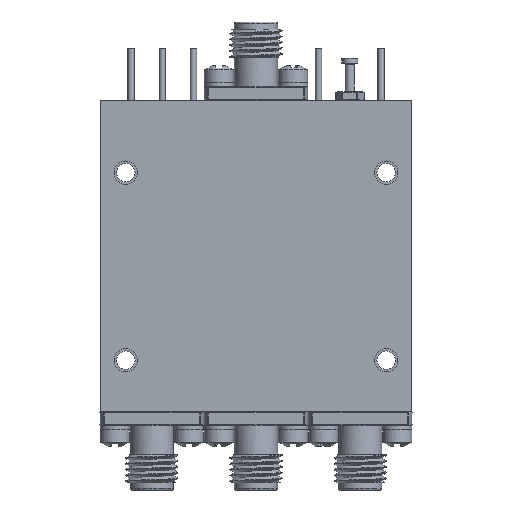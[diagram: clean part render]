
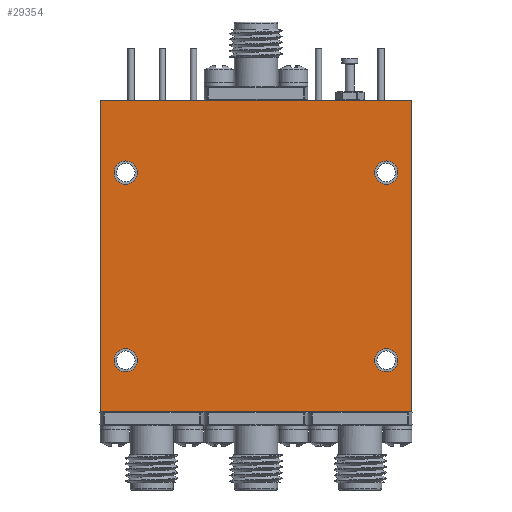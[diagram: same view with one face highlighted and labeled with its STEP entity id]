
A CAD part, front view. The second image highlights one B-rep face of the part: STEP entity #29354.
In plain terms, the highlighted planar face has unit normal (0, -1, 0).
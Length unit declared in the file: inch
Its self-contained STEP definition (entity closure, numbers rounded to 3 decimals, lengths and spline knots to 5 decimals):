
#272 = ORIENTED_EDGE ( 'NONE', *, *, #43327, .F. ) ;
#2010 = CIRCLE ( 'NONE', #42896, 0.056 ) ;
#2103 = DIRECTION ( 'NONE',  ( 0., -1., 0. ) ) ;
#2426 = CARTESIAN_POINT ( 'NONE',  ( -0.748, -0.394, -0.748 ) ) ;
#2509 = EDGE_LOOP ( 'NONE', ( #18257, #272, #55269, #27582 ) ) ;
#2649 = CARTESIAN_POINT ( 'NONE',  ( -0.625, -0.394, -0.5 ) ) ;
#3763 = CARTESIAN_POINT ( 'NONE',  ( -0.748, -0.394, -0.748 ) ) ;
#3949 = VERTEX_POINT ( 'NONE', #51899 ) ;
#5083 = CIRCLE ( 'NONE', #37562, 0.056 ) ;
#5544 = ORIENTED_EDGE ( 'NONE', *, *, #37505, .F. ) ;
#5831 = VERTEX_POINT ( 'NONE', #41288 ) ;
#6037 = VECTOR ( 'NONE', #21497, 39.37008 ) ;
#6322 = ORIENTED_EDGE ( 'NONE', *, *, #35036, .F. ) ;
#6358 = CIRCLE ( 'NONE', #9121, 0.056 ) ;
#6967 = PLANE ( 'NONE',  #17163 ) ;
#7931 = DIRECTION ( 'NONE',  ( 0., 0., -1. ) ) ;
#8315 = EDGE_CURVE ( 'NONE', #3949, #53767, #53216, .T. ) ;
#9121 = AXIS2_PLACEMENT_3D ( 'NONE', #54788, #2103, #23365 ) ;
#9229 = CARTESIAN_POINT ( 'NONE',  ( -0.748, -0.394, 0.748 ) ) ;
#10768 = CARTESIAN_POINT ( 'NONE',  ( 0.625, -0.394, -0.5 ) ) ;
#12032 = DIRECTION ( 'NONE',  ( -1., 0., 0. ) ) ;
#13762 = EDGE_LOOP ( 'NONE', ( #5544 ) ) ;
#14397 = CARTESIAN_POINT ( 'NONE',  ( 0.748, -0.394, -0.748 ) ) ;
#15339 = VERTEX_POINT ( 'NONE', #45312 ) ;
#15994 = AXIS2_PLACEMENT_3D ( 'NONE', #50044, #55279, #36912 ) ;
#17163 = AXIS2_PLACEMENT_3D ( 'NONE', #19727, #33930, #28699 ) ;
#18257 = ORIENTED_EDGE ( 'NONE', *, *, #40059, .F. ) ;
#19466 = DIRECTION ( 'NONE',  ( 0., 0., -1. ) ) ;
#19727 = CARTESIAN_POINT ( 'NONE',  ( 0., -0.394, 0. ) ) ;
#20299 = FACE_BOUND ( 'NONE', #46091, .T. ) ;
#21497 = DIRECTION ( 'NONE',  ( 0., 0., 1. ) ) ;
#22479 = VECTOR ( 'NONE', #26637, 39.37008 ) ;
#22691 = EDGE_CURVE ( 'NONE', #46606, #46606, #6358, .T. ) ;
#23365 = DIRECTION ( 'NONE',  ( 0., 0., -1. ) ) ;
#26637 = DIRECTION ( 'NONE',  ( 1., 0., 0. ) ) ;
#26682 = CARTESIAN_POINT ( 'NONE',  ( 0.748, -0.394, -0.748 ) ) ;
#26929 = ORIENTED_EDGE ( 'NONE', *, *, #37727, .F. ) ;
#27227 = EDGE_CURVE ( 'NONE', #15339, #3949, #39763, .T. ) ;
#27582 = ORIENTED_EDGE ( 'NONE', *, *, #27227, .F. ) ;
#27967 = CIRCLE ( 'NONE', #15994, 0.056 ) ;
#28699 = DIRECTION ( 'NONE',  ( 1., 0., 0. ) ) ;
#28722 = VECTOR ( 'NONE', #36290, 39.37008 ) ;
#28978 = FACE_BOUND ( 'NONE', #13762, .T. ) ;
#29149 = LINE ( 'NONE', #2426, #31687 ) ;
#29354 = ADVANCED_FACE ( 'NONE', ( #33054, #20299, #50895, #28978, #38602 ), #6967, .F. ) ;
#29661 = DIRECTION ( 'NONE',  ( 0., -1., 0. ) ) ;
#31687 = VECTOR ( 'NONE', #12032, 39.37008 ) ;
#32113 = EDGE_LOOP ( 'NONE', ( #6322 ) ) ;
#32249 = CARTESIAN_POINT ( 'NONE',  ( 0.625, -0.394, -0.556 ) ) ;
#32300 = CARTESIAN_POINT ( 'NONE',  ( -0.748, -0.394, -0.748 ) ) ;
#33054 = FACE_BOUND ( 'NONE', #50182, .T. ) ;
#33930 = DIRECTION ( 'NONE',  ( 0., 1., 0. ) ) ;
#35036 = EDGE_CURVE ( 'NONE', #50049, #50049, #5083, .T. ) ;
#36290 = DIRECTION ( 'NONE',  ( 0., 0., -1. ) ) ;
#36912 = DIRECTION ( 'NONE',  ( 0., 0., -1. ) ) ;
#37505 = EDGE_CURVE ( 'NONE', #45663, #45663, #2010, .T. ) ;
#37562 = AXIS2_PLACEMENT_3D ( 'NONE', #10768, #47106, #19466 ) ;
#37727 = EDGE_CURVE ( 'NONE', #5831, #5831, #27967, .T. ) ;
#38602 = FACE_OUTER_BOUND ( 'NONE', #2509, .T. ) ;
#39763 = LINE ( 'NONE', #9229, #22479 ) ;
#40059 = EDGE_CURVE ( 'NONE', #44534, #15339, #43611, .T. ) ;
#41288 = CARTESIAN_POINT ( 'NONE',  ( 0.625, -0.394, 0.344 ) ) ;
#42896 = AXIS2_PLACEMENT_3D ( 'NONE', #2649, #29661, #7931 ) ;
#43327 = EDGE_CURVE ( 'NONE', #53767, #44534, #29149, .T. ) ;
#43611 = LINE ( 'NONE', #3763, #6037 ) ;
#44534 = VERTEX_POINT ( 'NONE', #32300 ) ;
#45312 = CARTESIAN_POINT ( 'NONE',  ( -0.748, -0.394, 0.748 ) ) ;
#45663 = VERTEX_POINT ( 'NONE', #53831 ) ;
#46091 = EDGE_LOOP ( 'NONE', ( #54397 ) ) ;
#46606 = VERTEX_POINT ( 'NONE', #50710 ) ;
#47106 = DIRECTION ( 'NONE',  ( 0., -1., 0. ) ) ;
#50044 = CARTESIAN_POINT ( 'NONE',  ( 0.625, -0.394, 0.4 ) ) ;
#50049 = VERTEX_POINT ( 'NONE', #32249 ) ;
#50182 = EDGE_LOOP ( 'NONE', ( #26929 ) ) ;
#50710 = CARTESIAN_POINT ( 'NONE',  ( -0.625, -0.394, 0.344 ) ) ;
#50895 = FACE_BOUND ( 'NONE', #32113, .T. ) ;
#51899 = CARTESIAN_POINT ( 'NONE',  ( 0.748, -0.394, 0.748 ) ) ;
#53216 = LINE ( 'NONE', #26682, #28722 ) ;
#53767 = VERTEX_POINT ( 'NONE', #14397 ) ;
#53831 = CARTESIAN_POINT ( 'NONE',  ( -0.625, -0.394, -0.556 ) ) ;
#54397 = ORIENTED_EDGE ( 'NONE', *, *, #22691, .F. ) ;
#54788 = CARTESIAN_POINT ( 'NONE',  ( -0.625, -0.394, 0.4 ) ) ;
#55269 = ORIENTED_EDGE ( 'NONE', *, *, #8315, .F. ) ;
#55279 = DIRECTION ( 'NONE',  ( 0., -1., 0. ) ) ;
